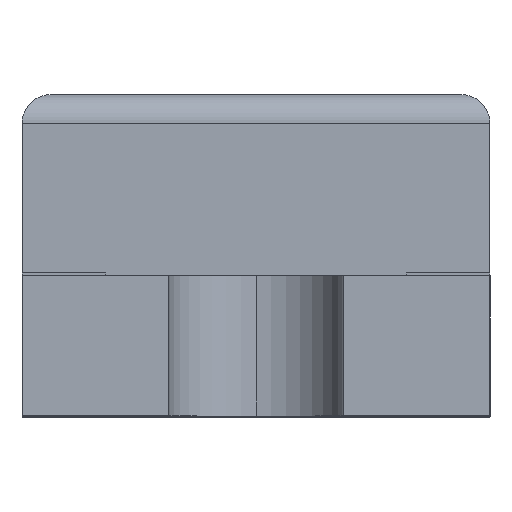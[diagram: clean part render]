
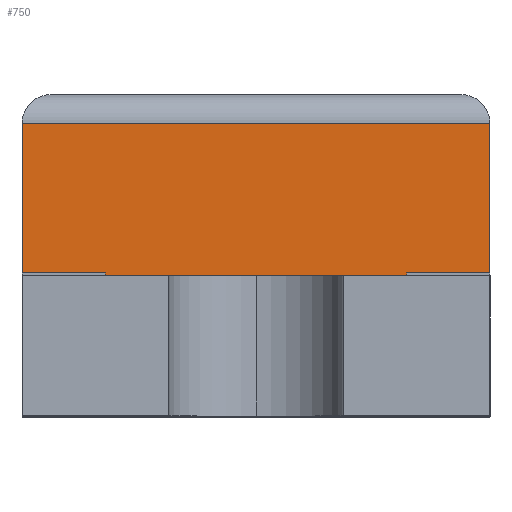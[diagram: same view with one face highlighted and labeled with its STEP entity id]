
A CAD part, top view. The second image highlights one B-rep face of the part: STEP entity #750.
In plain terms, the highlighted planar face has unit normal (0, 0, 1).
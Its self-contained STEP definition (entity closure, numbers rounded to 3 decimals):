
#13 = DIRECTION ( 'NONE',  ( -1., 0., 0. ) ) ;
#71 = EDGE_CURVE ( 'NONE', #1914, #308, #205, .T. ) ;
#205 = LINE ( 'NONE', #1217, #657 ) ;
#222 = VECTOR ( 'NONE', #1917, 1000. ) ;
#308 = VERTEX_POINT ( 'NONE', #465 ) ;
#387 = VERTEX_POINT ( 'NONE', #540 ) ;
#401 = LINE ( 'NONE', #843, #563 ) ;
#465 = CARTESIAN_POINT ( 'NONE',  ( 0.8, 0., 1.03 ) ) ;
#474 = EDGE_CURVE ( 'NONE', #853, #1914, #401, .T. ) ;
#540 = CARTESIAN_POINT ( 'NONE',  ( 0.8, 0.52, 1.03 ) ) ;
#563 = VECTOR ( 'NONE', #1184, 1000. ) ;
#655 = LINE ( 'NONE', #1319, #1922 ) ;
#657 = VECTOR ( 'NONE', #1201, 1000. ) ;
#683 = CARTESIAN_POINT ( 'NONE',  ( -0.8, 0.62, 1.03 ) ) ;
#688 = FACE_OUTER_BOUND ( 'NONE', #2124, .T. ) ;
#715 = EDGE_CURVE ( 'NONE', #387, #308, #655, .T. ) ;
#750 = ADVANCED_FACE ( 'NONE', ( #688 ), #1031, .F. ) ;
#789 = LINE ( 'NONE', #1601, #222 ) ;
#843 = CARTESIAN_POINT ( 'NONE',  ( -0.8, 0.62, 1.03 ) ) ;
#853 = VERTEX_POINT ( 'NONE', #1067 ) ;
#980 = DIRECTION ( 'NONE',  ( 0., 0., -1. ) ) ;
#1004 = ORIENTED_EDGE ( 'NONE', *, *, #71, .T. ) ;
#1026 = ORIENTED_EDGE ( 'NONE', *, *, #1346, .T. ) ;
#1031 = PLANE ( 'NONE',  #1265 ) ;
#1067 = CARTESIAN_POINT ( 'NONE',  ( -0.8, 0.52, 1.03 ) ) ;
#1157 = DIRECTION ( 'NONE',  ( 0., -1., 0. ) ) ;
#1184 = DIRECTION ( 'NONE',  ( 0., -1., 0. ) ) ;
#1201 = DIRECTION ( 'NONE',  ( 1., 0., 0. ) ) ;
#1217 = CARTESIAN_POINT ( 'NONE',  ( -0.8, 0., 1.03 ) ) ;
#1265 = AXIS2_PLACEMENT_3D ( 'NONE', #683, #980, #13 ) ;
#1319 = CARTESIAN_POINT ( 'NONE',  ( 0.8, 0.62, 1.03 ) ) ;
#1346 = EDGE_CURVE ( 'NONE', #387, #853, #789, .T. ) ;
#1444 = ORIENTED_EDGE ( 'NONE', *, *, #474, .T. ) ;
#1470 = CARTESIAN_POINT ( 'NONE',  ( -0.8, 0., 1.03 ) ) ;
#1601 = CARTESIAN_POINT ( 'NONE',  ( -0.8, 0.52, 1.03 ) ) ;
#1768 = ORIENTED_EDGE ( 'NONE', *, *, #715, .F. ) ;
#1914 = VERTEX_POINT ( 'NONE', #1470 ) ;
#1917 = DIRECTION ( 'NONE',  ( -1., 0., 0. ) ) ;
#1922 = VECTOR ( 'NONE', #1157, 1000. ) ;
#2124 = EDGE_LOOP ( 'NONE', ( #1768, #1026, #1444, #1004 ) ) ;
